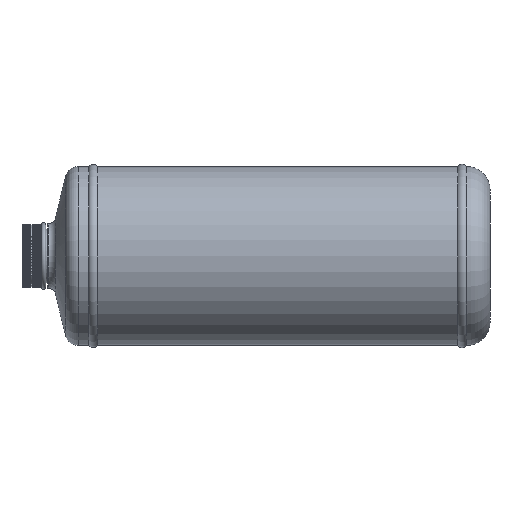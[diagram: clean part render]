
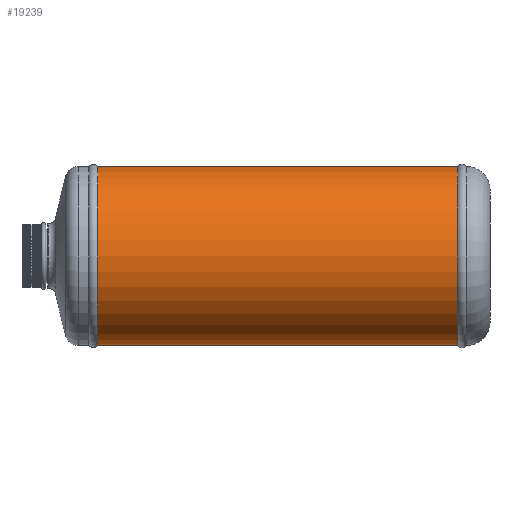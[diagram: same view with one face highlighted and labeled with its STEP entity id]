
A CAD part, left-side view. The second image highlights one B-rep face of the part: STEP entity #19239.
In plain terms, the highlighted cylindrical face has radius 41.5 mm (diameter 83 mm), a partial arc.
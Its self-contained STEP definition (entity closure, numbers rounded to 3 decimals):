
#235 = CIRCLE ( 'NONE', #12969, 41.5 ) ;
#1642 = VECTOR ( 'NONE', #5943, 1000. ) ;
#1828 = CARTESIAN_POINT ( 'NONE',  ( 0., 181.9, -41.5 ) ) ;
#1864 = FACE_OUTER_BOUND ( 'NONE', #14019, .T. ) ;
#2156 = CYLINDRICAL_SURFACE ( 'NONE', #3634, 41.5 ) ;
#2230 = VECTOR ( 'NONE', #14355, 1000. ) ;
#2566 = CARTESIAN_POINT ( 'NONE',  ( 0., 4.25, -41.5 ) ) ;
#2631 = AXIS2_PLACEMENT_3D ( 'NONE', #9943, #10148, #3774 ) ;
#2805 = DIRECTION ( 'NONE',  ( 0., 0., -1. ) ) ;
#2812 = EDGE_CURVE ( 'NONE', #8646, #18647, #14459, .T. ) ;
#3634 = AXIS2_PLACEMENT_3D ( 'NONE', #8219, #6072, #12813 ) ;
#3774 = DIRECTION ( 'NONE',  ( 0., 0., -1. ) ) ;
#4283 = ORIENTED_EDGE ( 'NONE', *, *, #11040, .T. ) ;
#5279 = ORIENTED_EDGE ( 'NONE', *, *, #10466, .F. ) ;
#5621 = CARTESIAN_POINT ( 'NONE',  ( 0., 181.9, 41.5 ) ) ;
#5943 = DIRECTION ( 'NONE',  ( 0., -1., 0. ) ) ;
#6072 = DIRECTION ( 'NONE',  ( 0., -1., 0. ) ) ;
#6229 = CARTESIAN_POINT ( 'NONE',  ( 0., 14.9, -41.5 ) ) ;
#8219 = CARTESIAN_POINT ( 'NONE',  ( 0., 4.25, 0. ) ) ;
#8492 = VERTEX_POINT ( 'NONE', #6229 ) ;
#8646 = VERTEX_POINT ( 'NONE', #5621 ) ;
#9231 = EDGE_CURVE ( 'NONE', #8646, #13710, #235, .T. ) ;
#9479 = ORIENTED_EDGE ( 'NONE', *, *, #2812, .F. ) ;
#9929 = CIRCLE ( 'NONE', #2631, 41.5 ) ;
#9943 = CARTESIAN_POINT ( 'NONE',  ( 0., 14.9, 0. ) ) ;
#10148 = DIRECTION ( 'NONE',  ( 0., -1., 0. ) ) ;
#10466 = EDGE_CURVE ( 'NONE', #18647, #8492, #9929, .T. ) ;
#11040 = EDGE_CURVE ( 'NONE', #13710, #8492, #15015, .T. ) ;
#11489 = CARTESIAN_POINT ( 'NONE',  ( 0., 14.9, 41.5 ) ) ;
#11564 = CARTESIAN_POINT ( 'NONE',  ( 0., 4.25, 41.5 ) ) ;
#12813 = DIRECTION ( 'NONE',  ( 0., 0., -1. ) ) ;
#12969 = AXIS2_PLACEMENT_3D ( 'NONE', #13363, #16454, #2805 ) ;
#13363 = CARTESIAN_POINT ( 'NONE',  ( 0., 181.9, 0. ) ) ;
#13710 = VERTEX_POINT ( 'NONE', #1828 ) ;
#14019 = EDGE_LOOP ( 'NONE', ( #9479, #18102, #4283, #5279 ) ) ;
#14355 = DIRECTION ( 'NONE',  ( 0., -1., 0. ) ) ;
#14459 = LINE ( 'NONE', #11564, #2230 ) ;
#15015 = LINE ( 'NONE', #2566, #1642 ) ;
#16454 = DIRECTION ( 'NONE',  ( 0., -1., 0. ) ) ;
#18102 = ORIENTED_EDGE ( 'NONE', *, *, #9231, .T. ) ;
#18647 = VERTEX_POINT ( 'NONE', #11489 ) ;
#19239 = ADVANCED_FACE ( 'NONE', ( #1864 ), #2156, .T. ) ;
